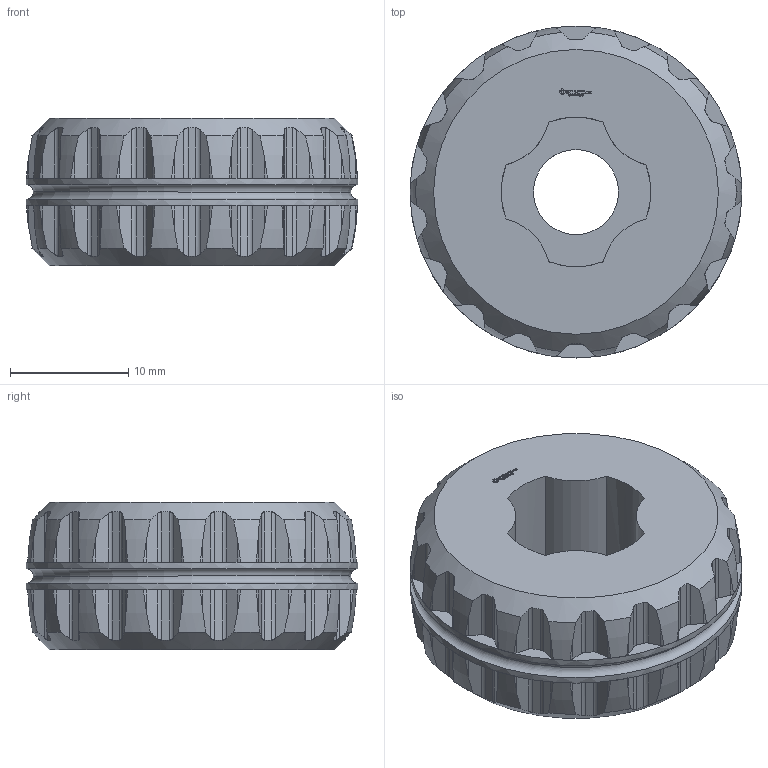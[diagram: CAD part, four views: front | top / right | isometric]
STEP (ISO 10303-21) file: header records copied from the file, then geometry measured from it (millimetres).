
FILE_DESCRIPTION(('FreeCAD Model'),'2;1');
FILE_NAME('Open CASCADE Shape Model','2024-12-31T22:16:21',(''),(''), 'Open CASCADE STEP processor 7.8','FreeCAD','Unknown');
FILE_SCHEMA(('AUTOMOTIVE_DESIGN { 1 0 10303 214 1 1 1 1 }'));
Length unit declared in the file: millimetre
Products named in the file (1): Wheel GND TTRD PLN BU02.25x01.00 - SPN-WHL-0002 (stemfie.org)
Bounding box: 28.12 x 28.12 x 12.5 mm (x, y, z)
Volume: 5792.9 mm3; surface area: 2781.4 mm2
Topology: 1 solids, 1 shells, 768 faces, 2169 edges, 1443 vertices
Faces by surface type: plane 423, cylinder 160, extrusion 136, revolution 38, cone 9, torus 2
Full cylindrical faces by diameter (mm): 2 x4, 7.2 x2, 28.125 x2
Entity records: 30016 total; most frequent: CARTESIAN_POINT 10701, ORIENTED_EDGE 4338, DIRECTION 3409, EDGE_CURVE 2169, VERTEX_POINT 1443, VECTOR 1439, LINE 1303, AXIS2_PLACEMENT_3D 966
